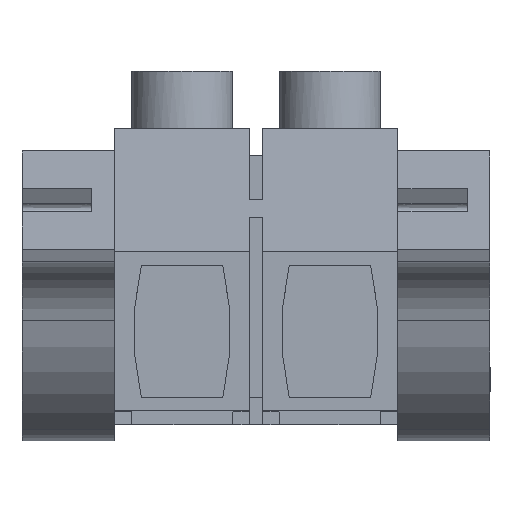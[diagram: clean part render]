
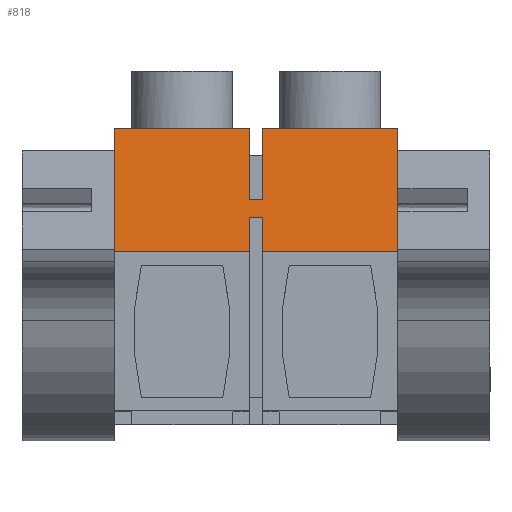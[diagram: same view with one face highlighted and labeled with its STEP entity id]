
A CAD part, top view. The second image highlights one B-rep face of the part: STEP entity #818.
In plain terms, the highlighted planar face has unit normal (0, 0.122, 0.993).
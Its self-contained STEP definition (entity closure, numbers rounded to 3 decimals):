
#734=AXIS2_PLACEMENT_3D('Plane Axis2P3D',#731,#732,#733) ;
#84=CARTESIAN_POINT('Vertex',(4.75,9.729,20.75)) ;
#87=CARTESIAN_POINT('Line Origine',(4.75,12.904,20.36)) ;
#91=CARTESIAN_POINT('Vertex',(4.75,16.079,19.97)) ;
#715=CARTESIAN_POINT('Vertex',(11.721,9.729,20.75)) ;
#718=CARTESIAN_POINT('Line Origine',(8.236,9.729,20.75)) ;
#731=CARTESIAN_POINT('Axis2P3D Location',(4.75,16.079,19.97)) ;
#736=CARTESIAN_POINT('Line Origine',(12.399,10.625,20.64)) ;
#740=CARTESIAN_POINT('Vertex',(12.399,11.521,20.53)) ;
#742=CARTESIAN_POINT('Vertex',(12.399,9.729,20.75)) ;
#745=CARTESIAN_POINT('Line Origine',(15.884,9.729,20.75)) ;
#749=CARTESIAN_POINT('Vertex',(19.37,9.729,20.75)) ;
#752=CARTESIAN_POINT('Line Origine',(19.37,12.904,20.36)) ;
#756=CARTESIAN_POINT('Vertex',(19.37,16.079,19.97)) ;
#759=CARTESIAN_POINT('Line Origine',(15.884,16.079,19.97)) ;
#763=CARTESIAN_POINT('Vertex',(12.399,16.079,19.97)) ;
#766=CARTESIAN_POINT('Line Origine',(12.399,14.256,20.194)) ;
#770=CARTESIAN_POINT('Vertex',(12.399,12.433,20.418)) ;
#773=CARTESIAN_POINT('Line Origine',(12.06,12.433,20.418)) ;
#777=CARTESIAN_POINT('Vertex',(11.721,12.433,20.418)) ;
#780=CARTESIAN_POINT('Line Origine',(11.721,14.256,20.194)) ;
#784=CARTESIAN_POINT('Vertex',(11.721,16.079,19.97)) ;
#787=CARTESIAN_POINT('Line Origine',(8.236,16.079,19.97)) ;
#792=CARTESIAN_POINT('Line Origine',(11.721,10.625,20.64)) ;
#796=CARTESIAN_POINT('Vertex',(11.721,11.521,20.53)) ;
#799=CARTESIAN_POINT('Line Origine',(12.06,11.521,20.53)) ;
#88=DIRECTION('Vector Direction',(0.,-0.993,0.122)) ;
#719=DIRECTION('Vector Direction',(1.,0.,0.)) ;
#732=DIRECTION('Axis2P3D Direction',(0.,0.122,0.993)) ;
#733=DIRECTION('Axis2P3D XDirection',(0.,-0.993,0.122)) ;
#737=DIRECTION('Vector Direction',(0.,-0.993,0.122)) ;
#746=DIRECTION('Vector Direction',(1.,0.,0.)) ;
#753=DIRECTION('Vector Direction',(0.,-0.993,0.122)) ;
#760=DIRECTION('Vector Direction',(1.,0.,0.)) ;
#767=DIRECTION('Vector Direction',(0.,0.993,-0.122)) ;
#774=DIRECTION('Vector Direction',(1.,0.,0.)) ;
#781=DIRECTION('Vector Direction',(0.,0.993,-0.122)) ;
#788=DIRECTION('Vector Direction',(1.,0.,0.)) ;
#793=DIRECTION('Vector Direction',(0.,-0.993,0.122)) ;
#800=DIRECTION('Vector Direction',(-1.,0.,0.)) ;
#89=VECTOR('Line Direction',#88,1.) ;
#720=VECTOR('Line Direction',#719,1.) ;
#738=VECTOR('Line Direction',#737,1.) ;
#747=VECTOR('Line Direction',#746,1.) ;
#754=VECTOR('Line Direction',#753,1.) ;
#761=VECTOR('Line Direction',#760,1.) ;
#768=VECTOR('Line Direction',#767,1.) ;
#775=VECTOR('Line Direction',#774,1.) ;
#782=VECTOR('Line Direction',#781,1.) ;
#789=VECTOR('Line Direction',#788,1.) ;
#794=VECTOR('Line Direction',#793,1.) ;
#801=VECTOR('Line Direction',#800,1.) ;
#805=ORIENTED_EDGE('',*,*,#744,.T.) ;
#806=ORIENTED_EDGE('',*,*,#751,.T.) ;
#807=ORIENTED_EDGE('',*,*,#758,.F.) ;
#808=ORIENTED_EDGE('',*,*,#765,.F.) ;
#809=ORIENTED_EDGE('',*,*,#772,.F.) ;
#810=ORIENTED_EDGE('',*,*,#779,.F.) ;
#811=ORIENTED_EDGE('',*,*,#786,.T.) ;
#812=ORIENTED_EDGE('',*,*,#791,.F.) ;
#813=ORIENTED_EDGE('',*,*,#93,.F.) ;
#814=ORIENTED_EDGE('',*,*,#722,.T.) ;
#815=ORIENTED_EDGE('',*,*,#798,.F.) ;
#816=ORIENTED_EDGE('',*,*,#803,.F.) ;
#818=ADVANCED_FACE('HOUSING',(#817),#735,.T.) ;
#93=EDGE_CURVE('',#85,#92,#90,.F.) ;
#722=EDGE_CURVE('',#85,#716,#721,.T.) ;
#744=EDGE_CURVE('',#741,#743,#739,.T.) ;
#751=EDGE_CURVE('',#743,#750,#748,.T.) ;
#758=EDGE_CURVE('',#757,#750,#755,.T.) ;
#765=EDGE_CURVE('',#764,#757,#762,.T.) ;
#772=EDGE_CURVE('',#771,#764,#769,.T.) ;
#779=EDGE_CURVE('',#778,#771,#776,.T.) ;
#786=EDGE_CURVE('',#778,#785,#783,.T.) ;
#791=EDGE_CURVE('',#92,#785,#790,.T.) ;
#798=EDGE_CURVE('',#797,#716,#795,.T.) ;
#803=EDGE_CURVE('',#741,#797,#802,.T.) ;
#804=EDGE_LOOP('',(#805,#806,#807,#808,#809,#810,#811,#812,#813,#814,#815,#816)) ;
#817=FACE_OUTER_BOUND('',#804,.T.) ;
#90=LINE('Line',#87,#89) ;
#721=LINE('Line',#718,#720) ;
#739=LINE('Line',#736,#738) ;
#748=LINE('Line',#745,#747) ;
#755=LINE('Line',#752,#754) ;
#762=LINE('Line',#759,#761) ;
#769=LINE('Line',#766,#768) ;
#776=LINE('Line',#773,#775) ;
#783=LINE('Line',#780,#782) ;
#790=LINE('Line',#787,#789) ;
#795=LINE('Line',#792,#794) ;
#802=LINE('Line',#799,#801) ;
#735=PLANE('',#734) ;
#85=VERTEX_POINT('',#84) ;
#92=VERTEX_POINT('',#91) ;
#716=VERTEX_POINT('',#715) ;
#741=VERTEX_POINT('',#740) ;
#743=VERTEX_POINT('',#742) ;
#750=VERTEX_POINT('',#749) ;
#757=VERTEX_POINT('',#756) ;
#764=VERTEX_POINT('',#763) ;
#771=VERTEX_POINT('',#770) ;
#778=VERTEX_POINT('',#777) ;
#785=VERTEX_POINT('',#784) ;
#797=VERTEX_POINT('',#796) ;
